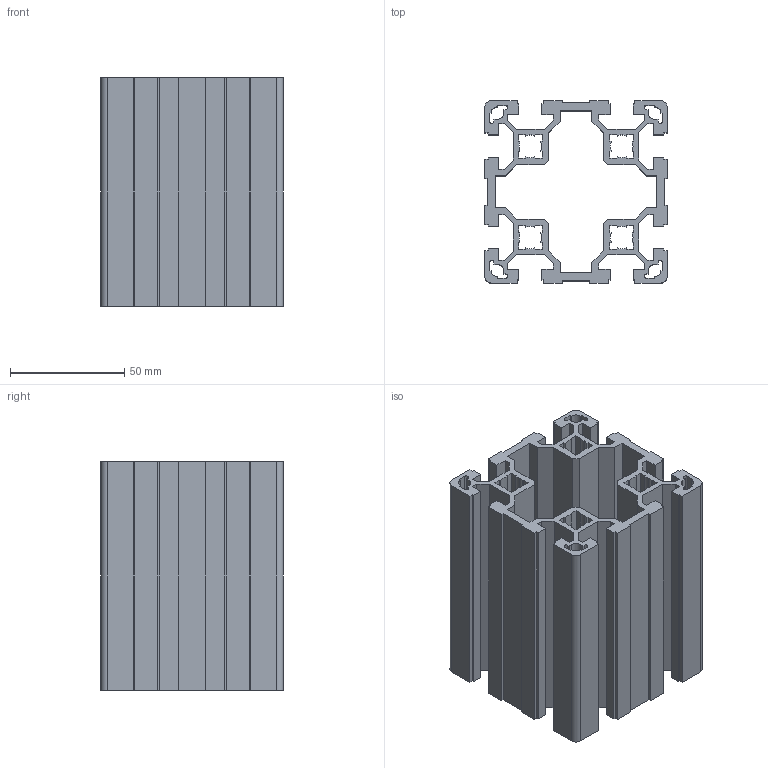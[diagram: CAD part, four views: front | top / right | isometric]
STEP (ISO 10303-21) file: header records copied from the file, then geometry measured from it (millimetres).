
FILE_DESCRIPTION (( 'STEP AP203' ), '1' );
FILE_NAME ('AL-PS-8080 Àëþìèíèåâûé êîíñòðóêöèîííûé ïðîôèëü 80õ80.STEP', '2023-11-16T05:44:19', ( '' ), ( '' ), 'SwSTEP 2.0', 'SolidWorks 2021', '' );
FILE_SCHEMA (( 'CONFIG_CONTROL_DESIGN' ));
Length unit declared in the file: millimetre
Products named in the file (1): AL-PS-8080 Àëþìèíèåâûé êîíñòðóêöèîííûé ïðîôèëü 80õ80
Bounding box: 80 x 80 x 100 mm (x, y, z)
Volume: 181461.9 mm3; surface area: 123204.6 mm2
Topology: 1 solids, 1 shells, 304 faces, 906 edges, 604 vertices
Faces by surface type: plane 262, cylinder 42
Entity records: 10187 total; most frequent: CARTESIAN_POINT 1815, ORIENTED_EDGE 1812, DIRECTION 1600, EDGE_CURVE 906, VECTOR 822, LINE 822, VERTEX_POINT 604, AXIS2_PLACEMENT_3D 389
